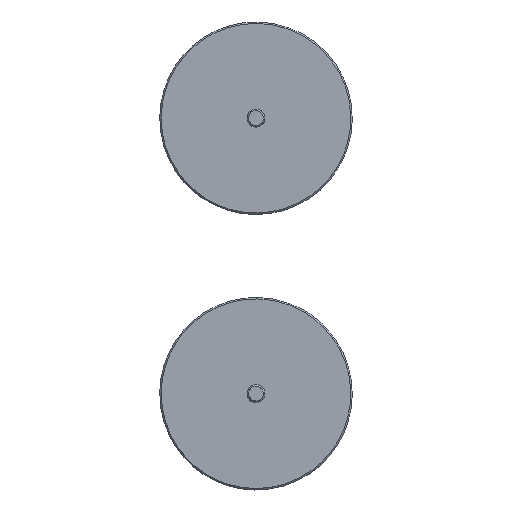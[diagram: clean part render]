
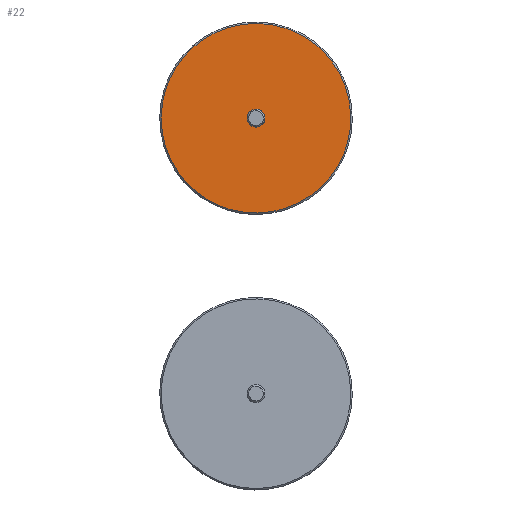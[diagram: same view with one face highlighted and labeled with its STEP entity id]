
A CAD part, top view. The second image highlights one B-rep face of the part: STEP entity #22.
In plain terms, the highlighted planar face has unit normal (0, 0, 1).
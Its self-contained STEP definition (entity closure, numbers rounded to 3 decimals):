
#22=ADVANCED_FACE('',(#40),#191,.T.);
#40=FACE_OUTER_BOUND('',#58,.T.);
#58=EDGE_LOOP('',(#79));
#79=ORIENTED_EDGE('',*,*,#128,.T.);
#128=EDGE_CURVE('',#173,#173,#156,.T.);
#156=(
BOUNDED_CURVE()
B_SPLINE_CURVE(2,(#396,#397,#398,#399,#400,#401,#402,#403,#404),
 .UNSPECIFIED.,.T.,.F.)
B_SPLINE_CURVE_WITH_KNOTS((3,2,2,2,3),(0.,50.265,100.53,
150.795,201.061),.UNSPECIFIED.)
CURVE()
GEOMETRIC_REPRESENTATION_ITEM()
RATIONAL_B_SPLINE_CURVE((1.,0.707,1.,0.707,1.,0.707,
1.,0.707,1.))
REPRESENTATION_ITEM('')
);
#173=VERTEX_POINT('',#362);
#191=PLANE('',#292);
#292=AXIS2_PLACEMENT_3D('',#322,#307,$);
#307=DIRECTION('',(0.,0.,1.));
#322=CARTESIAN_POINT('',(14.87,-37.495,-68.));
#362=CARTESIAN_POINT('',(16.,45.713,-68.));
#396=CARTESIAN_POINT('',(16.,45.713,-68.));
#397=CARTESIAN_POINT('',(-11.713,61.713,-68.));
#398=CARTESIAN_POINT('',(-27.713,34.,-68.));
#399=CARTESIAN_POINT('',(-43.713,6.287,-68.));
#400=CARTESIAN_POINT('',(-16.,-9.713,-68.));
#401=CARTESIAN_POINT('',(11.713,-25.713,-68.));
#402=CARTESIAN_POINT('',(27.713,2.,-68.));
#403=CARTESIAN_POINT('',(43.713,29.713,-68.));
#404=CARTESIAN_POINT('',(16.,45.713,-68.));
